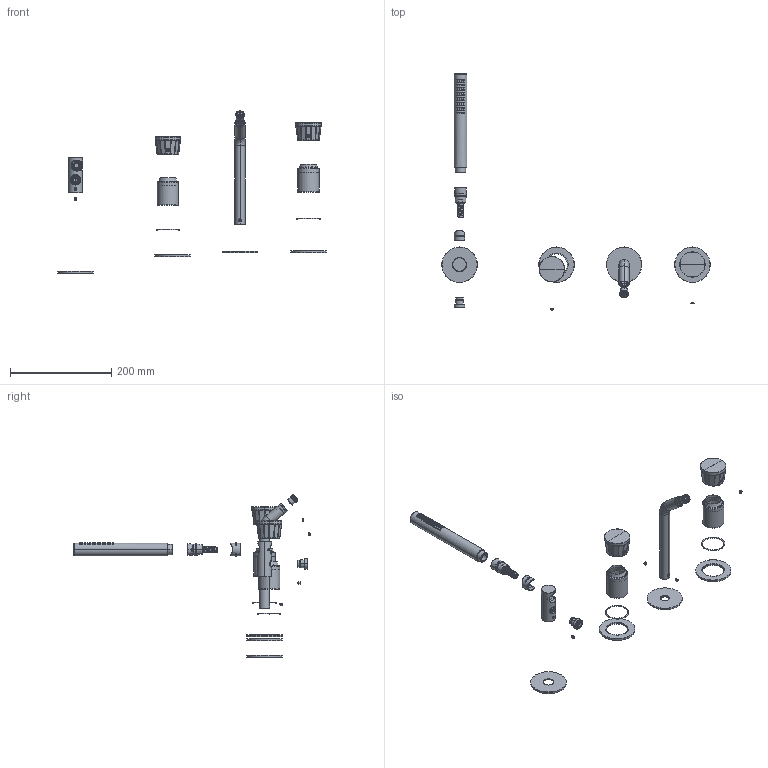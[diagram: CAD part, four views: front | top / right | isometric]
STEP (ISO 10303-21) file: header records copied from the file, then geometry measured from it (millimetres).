
FILE_DESCRIPTION((''),'2;1');
FILE_NAME('OIELEV109RO_ASM','2025-10-16T14:49:54',('Administrator'),(''),'CREO PARAMETRIC BY PTC INC, 2024493','CREO PARAMETRIC BY PTC INC, 2024493','');
FILE_SCHEMA(('CONFIG_CONTROL_DESIGN','SHAPE_APPEARANCE_LAYERS_GROUPS'));
Products named in the file (17): OIBR00949; OIBR00242; OIBR00948; OIAQ00013; OIBR00144; OICT00088; OIVT00003; OIAR00046; OIBR00250; OIBR00254; OIBR00247; OIVT00006; OIAQ00026; OIFL00037; OIAQ00025; OIOR00091; OIELEV109RO_ASM
Assembly tree (21 placements, depth 2):
  OIELEV109RO_ASM
    OIBR00949  x2
    OIBR00242  x2
    OIBR00948  x2
    OIAQ00013  x2
    OIBR00144
    OICT00088
    OIVT00003
    OIAR00046
    OIBR00250
    OIBR00254
    OIBR00247
    OIVT00006
    OIAQ00026
    OIFL00037
    OIAQ00025
    OIOR00091  x2
Bounding box: 529.08 x 465.81 x 320.89 mm (x, y, z)
Volume: 269897.4 mm3; surface area: 158765.8 mm2
Topology: 22 solids, 32 shells, 1669 faces, 4220 edges, 2729 vertices
Faces by surface type: plane 705, cylinder 412, bspline 265, cone 137, torus 136, sphere 14
Entity records: 89091 total; most frequent: CARTESIAN_POINT 41893, ORIENTED_EDGE 7606, DIRECTION 6026, EDGE_CURVE 3820, PRESENTATION_STYLE_ASSIGNMENT 2796, STYLED_ITEM 2667, VERTEX_POINT 2488, AXIS2_PLACEMENT_3D 2220
